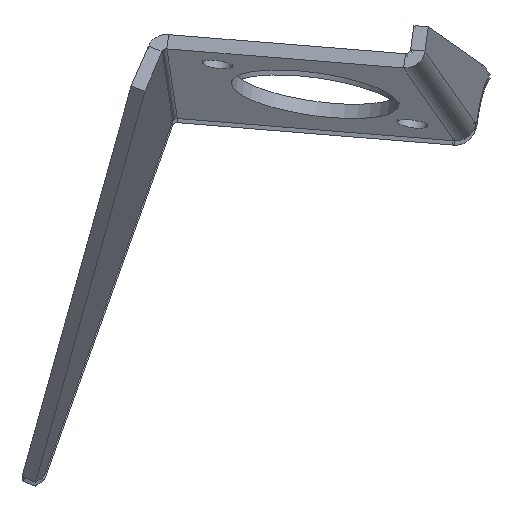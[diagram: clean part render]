
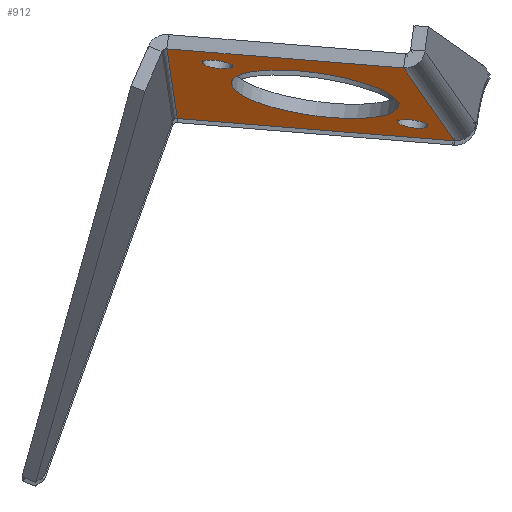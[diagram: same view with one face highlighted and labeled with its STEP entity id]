
A CAD part, top view. The second image highlights one B-rep face of the part: STEP entity #912.
In plain terms, the highlighted planar face has unit normal (-0.135, -0.958, 0.252).
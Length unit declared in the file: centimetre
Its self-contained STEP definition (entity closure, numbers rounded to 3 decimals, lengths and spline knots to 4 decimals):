
#33=FACE_BOUND('',#146,.T.);
#34=FACE_BOUND('',#147,.T.);
#35=FACE_BOUND('',#148,.T.);
#84=FACE_OUTER_BOUND('',#145,.T.);
#145=EDGE_LOOP('',(#675,#676,#677,#678));
#146=EDGE_LOOP('',(#679));
#147=EDGE_LOOP('',(#680));
#148=EDGE_LOOP('',(#681));
#222=LINE('',#1390,#310);
#229=LINE('',#1413,#317);
#230=LINE('',#1416,#318);
#231=LINE('',#1417,#319);
#310=VECTOR('',#1109,8.9069);
#317=VECTOR('',#1134,8.2135);
#318=VECTOR('',#1137,9.0144);
#319=VECTOR('',#1138,9.6021);
#388=CIRCLE('',#986,2.85);
#389=CIRCLE('',#987,0.5075);
#390=CIRCLE('',#988,0.5075);
#424=VERTEX_POINT('',#1383);
#426=VERTEX_POINT('',#1389);
#433=VERTEX_POINT('',#1411);
#434=VERTEX_POINT('',#1415);
#435=VERTEX_POINT('',#1418);
#436=VERTEX_POINT('',#1420);
#437=VERTEX_POINT('',#1422);
#510=EDGE_CURVE('',#424,#426,#222,.T.);
#522=EDGE_CURVE('',#433,#424,#229,.T.);
#523=EDGE_CURVE('',#434,#433,#230,.T.);
#524=EDGE_CURVE('',#426,#434,#231,.T.);
#525=EDGE_CURVE('',#435,#435,#388,.T.);
#526=EDGE_CURVE('',#436,#436,#389,.T.);
#527=EDGE_CURVE('',#437,#437,#390,.T.);
#675=ORIENTED_EDGE('',*,*,#522,.F.);
#676=ORIENTED_EDGE('',*,*,#523,.F.);
#677=ORIENTED_EDGE('',*,*,#524,.F.);
#678=ORIENTED_EDGE('',*,*,#510,.F.);
#679=ORIENTED_EDGE('',*,*,#525,.F.);
#680=ORIENTED_EDGE('',*,*,#526,.F.);
#681=ORIENTED_EDGE('',*,*,#527,.F.);
#869=PLANE('',#985);
#912=ADVANCED_FACE('',(#84,#33,#34,#35),#869,.F.);
#985=AXIS2_PLACEMENT_3D('',#1414,#1135,#1136);
#986=AXIS2_PLACEMENT_3D('',#1419,#1139,#1140);
#987=AXIS2_PLACEMENT_3D('',#1421,#1141,#1142);
#988=AXIS2_PLACEMENT_3D('',#1423,#1143,#1144);
#1109=DIRECTION('',(0.192,-0.274,-0.942));
#1134=DIRECTION('',(0.972,-0.079,0.221));
#1135=DIRECTION('center_axis',(0.135,0.958,-0.251));
#1136=DIRECTION('ref_axis',(-0.991,0.13,-0.034));
#1137=DIRECTION('',(-0.04,0.259,0.965));
#1138=DIRECTION('',(-0.972,0.079,-0.221));
#1139=DIRECTION('center_axis',(-0.135,-0.958,0.251));
#1140=DIRECTION('ref_axis',(-0.991,0.13,-0.034));
#1141=DIRECTION('center_axis',(-0.135,-0.958,0.251));
#1142=DIRECTION('ref_axis',(-0.991,0.13,-0.034));
#1143=DIRECTION('center_axis',(-0.135,-0.958,0.251));
#1144=DIRECTION('ref_axis',(-0.991,0.13,-0.034));
#1383=CARTESIAN_POINT('',(28.2258,54.1309,50.6135));
#1389=CARTESIAN_POINT('',(29.933,51.6885,42.2199));
#1390=CARTESIAN_POINT('',(28.2258,54.1309,50.6135));
#1411=CARTESIAN_POINT('',(20.2408,54.7774,48.8013));
#1413=CARTESIAN_POINT('',(20.2408,54.7774,48.8013));
#1414=CARTESIAN_POINT('Origin',(5.7849,41.1684,-10.8027));
#1415=CARTESIAN_POINT('',(20.598,52.4443,40.1014));
#1416=CARTESIAN_POINT('',(20.598,52.4443,40.1014));
#1417=CARTESIAN_POINT('',(29.933,51.6885,42.2199));
#1418=CARTESIAN_POINT('',(28.0603,52.8819,45.7652));
#1419=CARTESIAN_POINT('Origin',(25.2363,53.2532,45.6678));
#1420=CARTESIAN_POINT('',(29.031,52.1888,43.6437));
#1421=CARTESIAN_POINT('Origin',(28.5281,52.2549,43.6264));
#1422=CARTESIAN_POINT('',(22.4473,54.1853,47.7265));
#1423=CARTESIAN_POINT('Origin',(21.9444,54.2514,47.7092));
